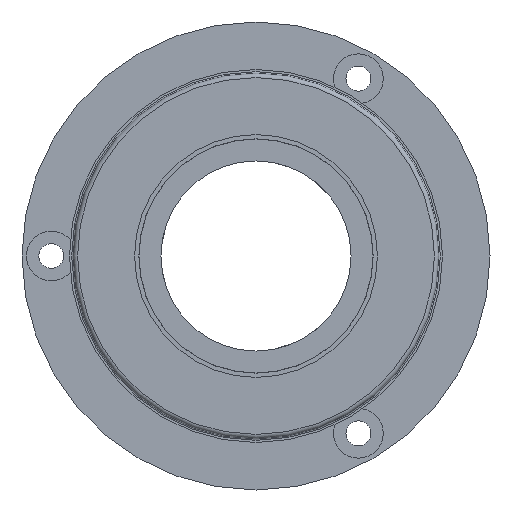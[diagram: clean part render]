
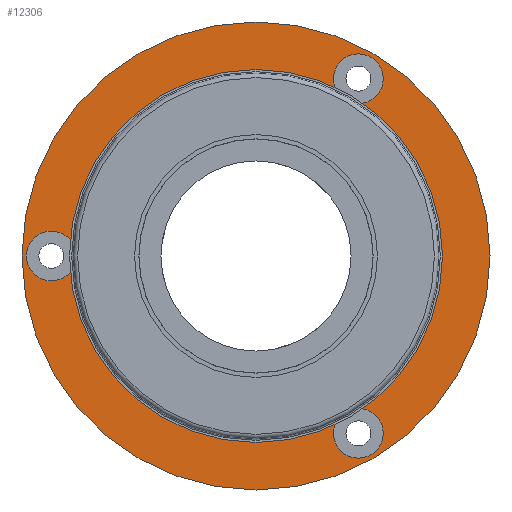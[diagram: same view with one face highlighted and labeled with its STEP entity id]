
A CAD part, left-side view. The second image highlights one B-rep face of the part: STEP entity #12306.
In plain terms, the highlighted planar face has unit normal (-1, 0, 0).
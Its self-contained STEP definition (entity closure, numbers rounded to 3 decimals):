
#275 = CARTESIAN_POINT ( 'NONE',  ( 2.8, 0., 0. ) ) ;
#733 = DIRECTION ( 'NONE',  ( 0., 1., 0. ) ) ;
#986 = DIRECTION ( 'NONE',  ( -1., 0., 0. ) ) ;
#2925 = DIRECTION ( 'NONE',  ( 0., 1., 0. ) ) ;
#2954 = EDGE_CURVE ( 'NONE', #21475, #21475, #42523, .T. ) ;
#3929 = AXIS2_PLACEMENT_3D ( 'NONE', #34272, #38559, #16414 ) ;
#10798 = EDGE_CURVE ( 'NONE', #43625, #43625, #25484, .T. ) ;
#10840 = CARTESIAN_POINT ( 'NONE',  ( 2.8, 15.7, 0. ) ) ;
#11073 = VERTEX_POINT ( 'NONE', #10840 ) ;
#11108 = PLANE ( 'NONE',  #28138 ) ;
#11149 = EDGE_CURVE ( 'NONE', #11073, #11073, #45142, .T. ) ;
#12129 = EDGE_CURVE ( 'NONE', #43399, #43399, #34075, .T. ) ;
#12214 = CIRCLE ( 'NONE', #3929, 1.7 ) ;
#12306 = ADVANCED_FACE ( 'NONE', ( #36080, #40098, #18909, #43660, #33231 ), #11108, .T. ) ;
#12764 = DIRECTION ( 'NONE',  ( 1., 0., 0. ) ) ;
#14654 = DIRECTION ( 'NONE',  ( 1., 0., 0. ) ) ;
#15070 = ORIENTED_EDGE ( 'NONE', *, *, #12129, .F. ) ;
#16414 = DIRECTION ( 'NONE',  ( 0., 1., 0. ) ) ;
#16784 = ORIENTED_EDGE ( 'NONE', *, *, #11149, .T. ) ;
#18909 = FACE_BOUND ( 'NONE', #44514, .T. ) ;
#19605 = CARTESIAN_POINT ( 'NONE',  ( 2.8, 14., 0. ) ) ;
#20331 = DIRECTION ( 'NONE',  ( 0., 1., 0. ) ) ;
#21475 = VERTEX_POINT ( 'NONE', #28778 ) ;
#23244 = EDGE_CURVE ( 'NONE', #42709, #42709, #12214, .T. ) ;
#24786 = CARTESIAN_POINT ( 'NONE',  ( 2.8, -5.3, 12.124 ) ) ;
#25247 = CARTESIAN_POINT ( 'NONE',  ( 2.8, 16., 0. ) ) ;
#25484 = CIRCLE ( 'NONE', #42113, 10. ) ;
#26954 = EDGE_LOOP ( 'NONE', ( #45616 ) ) ;
#28138 = AXIS2_PLACEMENT_3D ( 'NONE', #29490, #986, #37022 ) ;
#28778 = CARTESIAN_POINT ( 'NONE',  ( 2.8, -5.3, -12.124 ) ) ;
#28818 = CARTESIAN_POINT ( 'NONE',  ( 2.8, 0., 0. ) ) ;
#29010 = CARTESIAN_POINT ( 'NONE',  ( 2.8, 10., 0. ) ) ;
#29490 = CARTESIAN_POINT ( 'NONE',  ( 2.8, 10., 0. ) ) ;
#31128 = CARTESIAN_POINT ( 'NONE',  ( 2.8, -7., -12.124 ) ) ;
#33231 = FACE_OUTER_BOUND ( 'NONE', #45103, .T. ) ;
#34075 = CIRCLE ( 'NONE', #41670, 16. ) ;
#34272 = CARTESIAN_POINT ( 'NONE',  ( 2.8, -7., 12.124 ) ) ;
#34901 = EDGE_LOOP ( 'NONE', ( #16784 ) ) ;
#35179 = DIRECTION ( 'NONE',  ( 1., 0., 0. ) ) ;
#35977 = ORIENTED_EDGE ( 'NONE', *, *, #2954, .T. ) ;
#36080 = FACE_BOUND ( 'NONE', #34901, .T. ) ;
#36994 = ORIENTED_EDGE ( 'NONE', *, *, #23244, .T. ) ;
#37022 = DIRECTION ( 'NONE',  ( 0., -1., 0. ) ) ;
#38325 = AXIS2_PLACEMENT_3D ( 'NONE', #19605, #12764, #44852 ) ;
#38559 = DIRECTION ( 'NONE',  ( 1., 0., 0. ) ) ;
#40098 = FACE_BOUND ( 'NONE', #42059, .T. ) ;
#41670 = AXIS2_PLACEMENT_3D ( 'NONE', #28818, #35179, #2925 ) ;
#42059 = EDGE_LOOP ( 'NONE', ( #35977 ) ) ;
#42113 = AXIS2_PLACEMENT_3D ( 'NONE', #275, #14654, #733 ) ;
#42229 = DIRECTION ( 'NONE',  ( 1., 0., 0. ) ) ;
#42523 = CIRCLE ( 'NONE', #44018, 1.7 ) ;
#42709 = VERTEX_POINT ( 'NONE', #24786 ) ;
#43399 = VERTEX_POINT ( 'NONE', #25247 ) ;
#43625 = VERTEX_POINT ( 'NONE', #29010 ) ;
#43660 = FACE_BOUND ( 'NONE', #26954, .T. ) ;
#44018 = AXIS2_PLACEMENT_3D ( 'NONE', #31128, #42229, #20331 ) ;
#44514 = EDGE_LOOP ( 'NONE', ( #36994 ) ) ;
#44852 = DIRECTION ( 'NONE',  ( 0., 1., 0. ) ) ;
#45103 = EDGE_LOOP ( 'NONE', ( #15070 ) ) ;
#45142 = CIRCLE ( 'NONE', #38325, 1.7 ) ;
#45616 = ORIENTED_EDGE ( 'NONE', *, *, #10798, .T. ) ;
